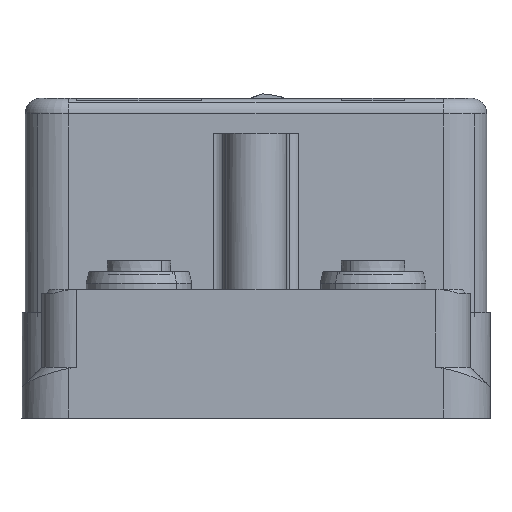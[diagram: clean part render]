
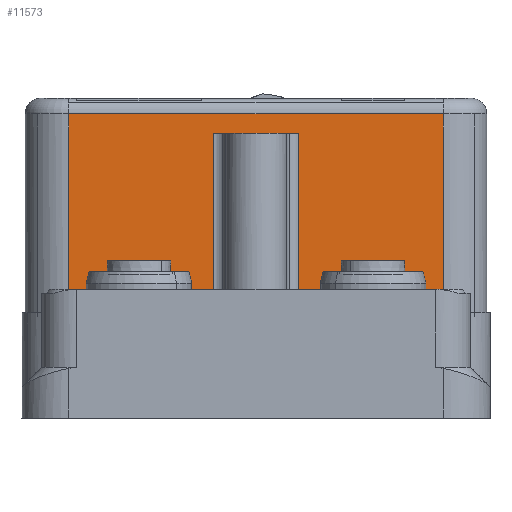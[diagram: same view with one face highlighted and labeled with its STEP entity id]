
A CAD part, front view. The second image highlights one B-rep face of the part: STEP entity #11573.
In plain terms, the highlighted planar face has unit normal (0, -1, 0).
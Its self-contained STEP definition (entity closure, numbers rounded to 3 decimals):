
#11514=AXIS2_PLACEMENT_3D('Plane Axis2P3D',#11511,#11512,#11513) ;
#10637=CARTESIAN_POINT('Vertex',(54.,55.65,13.)) ;
#10640=CARTESIAN_POINT('Line Origine',(44.7,55.65,13.)) ;
#10644=CARTESIAN_POINT('Vertex',(35.4,55.65,13.)) ;
#10714=CARTESIAN_POINT('Vertex',(24.6,55.65,13.)) ;
#10717=CARTESIAN_POINT('Line Origine',(15.3,55.65,13.)) ;
#10721=CARTESIAN_POINT('Vertex',(6.,55.65,13.)) ;
#11496=CARTESIAN_POINT('Vertex',(54.,55.65,39.)) ;
#11499=CARTESIAN_POINT('Line Origine',(54.,55.65,41.)) ;
#11511=CARTESIAN_POINT('Axis2P3D Location',(0.4,55.65,41.)) ;
#11516=CARTESIAN_POINT('Line Origine',(30.,55.65,39.)) ;
#11520=CARTESIAN_POINT('Vertex',(6.,55.65,39.)) ;
#11523=CARTESIAN_POINT('Line Origine',(6.,55.65,26.)) ;
#11528=CARTESIAN_POINT('Line Origine',(24.6,55.65,24.75)) ;
#11532=CARTESIAN_POINT('Vertex',(24.6,55.65,36.5)) ;
#11535=CARTESIAN_POINT('Line Origine',(26.828,55.65,36.5)) ;
#11539=CARTESIAN_POINT('Vertex',(29.055,55.65,36.5)) ;
#11542=CARTESIAN_POINT('Line Origine',(30.,55.65,36.5)) ;
#11546=CARTESIAN_POINT('Vertex',(30.945,55.65,36.5)) ;
#11549=CARTESIAN_POINT('Line Origine',(33.172,55.65,36.5)) ;
#11553=CARTESIAN_POINT('Vertex',(35.4,55.65,36.5)) ;
#11556=CARTESIAN_POINT('Line Origine',(35.4,55.65,24.75)) ;
#10641=DIRECTION('Vector Direction',(1.,0.,0.)) ;
#10718=DIRECTION('Vector Direction',(1.,0.,0.)) ;
#11500=DIRECTION('Vector Direction',(0.,0.,-1.)) ;
#11512=DIRECTION('Axis2P3D Direction',(0.,-1.,0.)) ;
#11513=DIRECTION('Axis2P3D XDirection',(0.,0.,1.)) ;
#11517=DIRECTION('Vector Direction',(1.,0.,0.)) ;
#11524=DIRECTION('Vector Direction',(0.,0.,1.)) ;
#11529=DIRECTION('Vector Direction',(0.,0.,-1.)) ;
#11536=DIRECTION('Vector Direction',(1.,0.,0.)) ;
#11543=DIRECTION('Vector Direction',(1.,0.,0.)) ;
#11550=DIRECTION('Vector Direction',(1.,0.,0.)) ;
#11557=DIRECTION('Vector Direction',(0.,0.,1.)) ;
#10642=VECTOR('Line Direction',#10641,1.) ;
#10719=VECTOR('Line Direction',#10718,1.) ;
#11501=VECTOR('Line Direction',#11500,1.) ;
#11518=VECTOR('Line Direction',#11517,1.) ;
#11525=VECTOR('Line Direction',#11524,1.) ;
#11530=VECTOR('Line Direction',#11529,1.) ;
#11537=VECTOR('Line Direction',#11536,1.) ;
#11544=VECTOR('Line Direction',#11543,1.) ;
#11551=VECTOR('Line Direction',#11550,1.) ;
#11558=VECTOR('Line Direction',#11557,1.) ;
#11562=ORIENTED_EDGE('',*,*,#11522,.F.) ;
#11563=ORIENTED_EDGE('',*,*,#11527,.F.) ;
#11564=ORIENTED_EDGE('',*,*,#10723,.T.) ;
#11565=ORIENTED_EDGE('',*,*,#11534,.F.) ;
#11566=ORIENTED_EDGE('',*,*,#11541,.T.) ;
#11567=ORIENTED_EDGE('',*,*,#11548,.T.) ;
#11568=ORIENTED_EDGE('',*,*,#11555,.T.) ;
#11569=ORIENTED_EDGE('',*,*,#11560,.F.) ;
#11570=ORIENTED_EDGE('',*,*,#10646,.T.) ;
#11571=ORIENTED_EDGE('',*,*,#11503,.F.) ;
#11573=ADVANCED_FACE('57030-000-1002_Haube_1\\Volumenk\X2\00F6\X0\rper2',(#11572),#11515,.T.) ;
#10646=EDGE_CURVE('',#10645,#10638,#10643,.T.) ;
#10723=EDGE_CURVE('',#10722,#10715,#10720,.T.) ;
#11503=EDGE_CURVE('',#11497,#10638,#11502,.T.) ;
#11522=EDGE_CURVE('',#11521,#11497,#11519,.T.) ;
#11527=EDGE_CURVE('',#10722,#11521,#11526,.T.) ;
#11534=EDGE_CURVE('',#11533,#10715,#11531,.T.) ;
#11541=EDGE_CURVE('',#11533,#11540,#11538,.T.) ;
#11548=EDGE_CURVE('',#11540,#11547,#11545,.T.) ;
#11555=EDGE_CURVE('',#11547,#11554,#11552,.T.) ;
#11560=EDGE_CURVE('',#10645,#11554,#11559,.T.) ;
#11561=EDGE_LOOP('',(#11562,#11563,#11564,#11565,#11566,#11567,#11568,#11569,#11570,#11571)) ;
#11572=FACE_OUTER_BOUND('',#11561,.T.) ;
#10643=LINE('Line',#10640,#10642) ;
#10720=LINE('Line',#10717,#10719) ;
#11502=LINE('Line',#11499,#11501) ;
#11519=LINE('Line',#11516,#11518) ;
#11526=LINE('Line',#11523,#11525) ;
#11531=LINE('Line',#11528,#11530) ;
#11538=LINE('Line',#11535,#11537) ;
#11545=LINE('Line',#11542,#11544) ;
#11552=LINE('Line',#11549,#11551) ;
#11559=LINE('Line',#11556,#11558) ;
#11515=PLANE('',#11514) ;
#10638=VERTEX_POINT('',#10637) ;
#10645=VERTEX_POINT('',#10644) ;
#10715=VERTEX_POINT('',#10714) ;
#10722=VERTEX_POINT('',#10721) ;
#11497=VERTEX_POINT('',#11496) ;
#11521=VERTEX_POINT('',#11520) ;
#11533=VERTEX_POINT('',#11532) ;
#11540=VERTEX_POINT('',#11539) ;
#11547=VERTEX_POINT('',#11546) ;
#11554=VERTEX_POINT('',#11553) ;
